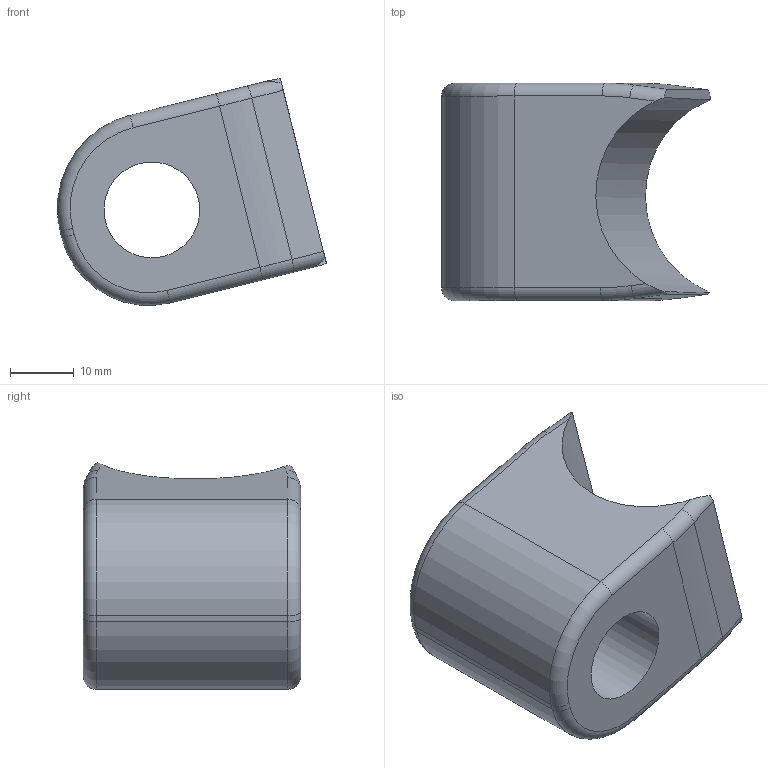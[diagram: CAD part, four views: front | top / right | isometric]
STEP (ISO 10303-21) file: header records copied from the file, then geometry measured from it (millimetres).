
FILE_DESCRIPTION(('FreeCAD Model'),'2;1');
FILE_NAME('Fixation bielette.step', '2020-09-14T11:35:57',('Author'),(''), 'Open CASCADE STEP processor 7.3','FreeCAD','Unknown');
FILE_SCHEMA(('AUTOMOTIVE_DESIGN { 1 0 10303 214 1 1 1 1 }'));
Length unit declared in the file: millimetre
Products named in the file (1): Fixation_bras_oscillant
Bounding box: 42.07 x 34 x 35.45 mm (x, y, z)
Volume: 23389 mm3; surface area: 7265.4 mm2
Topology: 1 solids, 1 shells, 33 faces, 77 edges, 46 vertices
Faces by surface type: cylinder 16, plane 9, torus 8
Full cylindrical faces by diameter (mm): 15 x1
Entity records: 2151 total; most frequent: CARTESIAN_POINT 549, DIRECTION 315, ORIENTED_EDGE 154, PCURVE 154, DEFINITIONAL_REPRESENTATION 154, LINE 151, VECTOR 151, EDGE_CURVE 77
